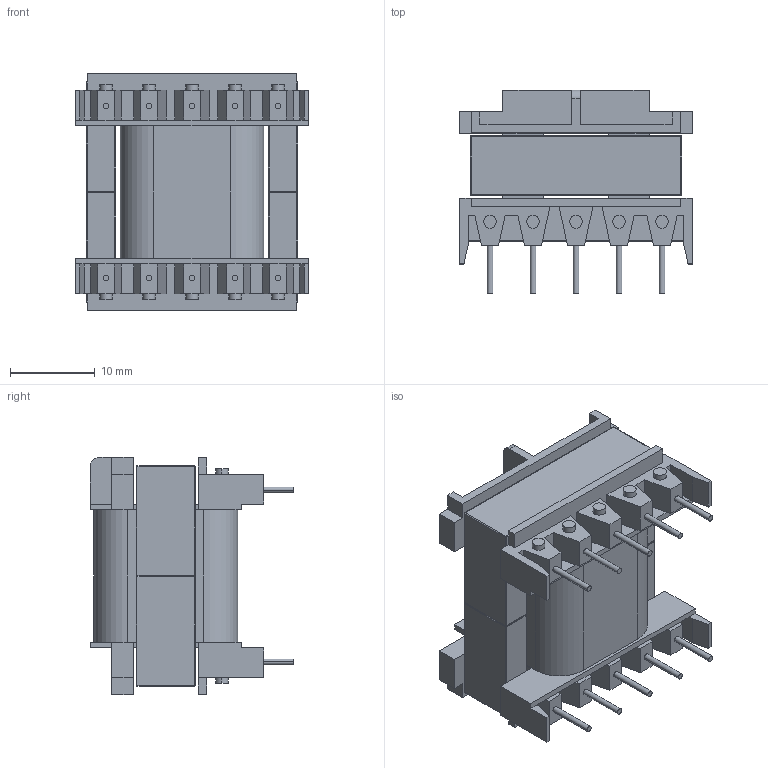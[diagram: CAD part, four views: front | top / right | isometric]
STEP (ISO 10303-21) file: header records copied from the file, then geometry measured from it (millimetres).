
FILE_DESCRIPTION (( 'STEP AP214' ), '1' );
FILE_NAME ('E25-13-7-and-B66208B(horizontal).STEP', '2017-01-14T20:30:35', ( '砐錪賧瘔蠈錪 Windows' ), ( '' ), 'SwSTEP 2.0', 'SolidWorks 2016', '' );
FILE_SCHEMA (( 'AUTOMOTIVE_DESIGN' ));
Length unit declared in the file: millimetre
Products named in the file (4): B66208B; E25-13-7-and-B66208B(horizontal); winding-15.6; Ferrite-E25_13_7
Assembly tree (4 placements, depth 2):
  E25-13-7-and-B66208B(horizontal)
    B66208B
    Ferrite-E25_13_7  x2
    winding-15.6
Bounding box: 27.5 x 24 x 28 mm (x, y, z)
Volume: 8281.6 mm3; surface area: 8772.6 mm2
Topology: 14 solids, 14 shells, 387 faces, 927 edges, 546 vertices
Faces by surface type: plane 218, cylinder 121, bspline 48
Entity records: 9847 total; most frequent: CARTESIAN_POINT 1913, DIRECTION 1497, ORIENTED_EDGE 1486, EDGE_CURVE 743, VECTOR 565, LINE 565, AXIS2_PLACEMENT_3D 466, VERTEX_POINT 466
